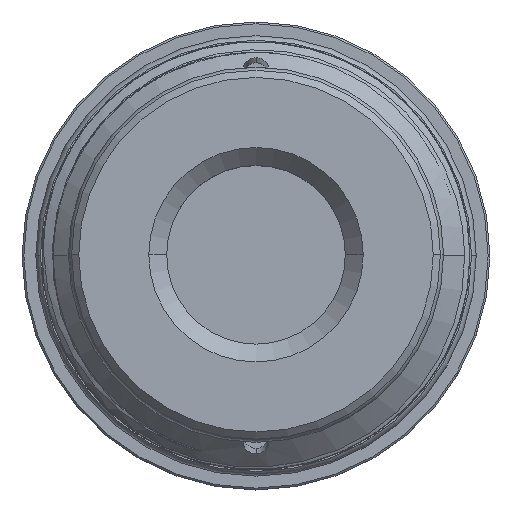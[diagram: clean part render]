
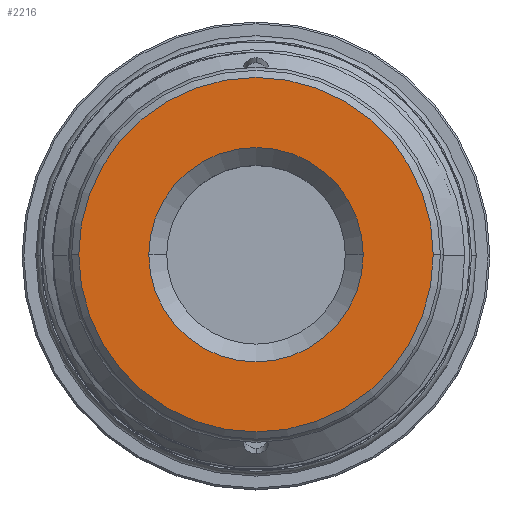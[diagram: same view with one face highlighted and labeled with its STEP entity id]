
A CAD part, top view. The second image highlights one B-rep face of the part: STEP entity #2216.
In plain terms, the highlighted planar face has unit normal (0, 0, 1).
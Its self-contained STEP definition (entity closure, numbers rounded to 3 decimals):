
#305 = CARTESIAN_POINT ( 'NONE',  ( 0., 0., 85.95 ) ) ;
#454 = DIRECTION ( 'NONE',  ( 1., 0., 0. ) ) ;
#830 = CARTESIAN_POINT ( 'NONE',  ( 19.84, 0., 85.95 ) ) ;
#1171 = EDGE_CURVE ( 'NONE', #3189, #2597, #15581, .T. ) ;
#1226 = EDGE_CURVE ( 'NONE', #2597, #3189, #15065, .T. ) ;
#1511 = ORIENTED_EDGE ( 'NONE', *, *, #1171, .T. ) ;
#2216 = ADVANCED_FACE ( 'NONE', ( #16739, #2492 ), #7883, .T. ) ;
#2492 = FACE_OUTER_BOUND ( 'NONE', #14269, .T. ) ;
#2597 = VERTEX_POINT ( 'NONE', #16661 ) ;
#2783 = DIRECTION ( 'NONE',  ( 0., 0., 1. ) ) ;
#3189 = VERTEX_POINT ( 'NONE', #11104 ) ;
#3782 = DIRECTION ( 'NONE',  ( 1., 0., 0. ) ) ;
#3864 = ORIENTED_EDGE ( 'NONE', *, *, #10423, .T. ) ;
#4312 = AXIS2_PLACEMENT_3D ( 'NONE', #16217, #21122, #11305 ) ;
#4960 = EDGE_CURVE ( 'NONE', #8974, #20452, #11532, .T. ) ;
#6052 = DIRECTION ( 'NONE',  ( 1., 0., 0. ) ) ;
#7190 = DIRECTION ( 'NONE',  ( 0., 0., -1. ) ) ;
#7783 = CARTESIAN_POINT ( 'NONE',  ( 0., 0., 85.95 ) ) ;
#7883 = PLANE ( 'NONE',  #4312 ) ;
#7941 = CARTESIAN_POINT ( 'NONE',  ( -19.84, 0., 85.95 ) ) ;
#8688 = DIRECTION ( 'NONE',  ( 0., 0., -1. ) ) ;
#8749 = CARTESIAN_POINT ( 'NONE',  ( 0., 0., 85.95 ) ) ;
#8974 = VERTEX_POINT ( 'NONE', #7941 ) ;
#9305 = ORIENTED_EDGE ( 'NONE', *, *, #4960, .T. ) ;
#10423 = EDGE_CURVE ( 'NONE', #20452, #8974, #16048, .T. ) ;
#11104 = CARTESIAN_POINT ( 'NONE',  ( 12., 0., 85.95 ) ) ;
#11119 = DIRECTION ( 'NONE',  ( 1., 0., 0. ) ) ;
#11305 = DIRECTION ( 'NONE',  ( 1., 0., 0. ) ) ;
#11532 = CIRCLE ( 'NONE', #13951, 19.84 ) ;
#12179 = ORIENTED_EDGE ( 'NONE', *, *, #1226, .T. ) ;
#13739 = AXIS2_PLACEMENT_3D ( 'NONE', #8749, #8688, #454 ) ;
#13951 = AXIS2_PLACEMENT_3D ( 'NONE', #19203, #20824, #6052 ) ;
#14269 = EDGE_LOOP ( 'NONE', ( #9305, #3864 ) ) ;
#15065 = CIRCLE ( 'NONE', #13739, 12. ) ;
#15581 = CIRCLE ( 'NONE', #19965, 12. ) ;
#16048 = CIRCLE ( 'NONE', #16227, 19.84 ) ;
#16217 = CARTESIAN_POINT ( 'NONE',  ( 20.64, 0., 85.95 ) ) ;
#16227 = AXIS2_PLACEMENT_3D ( 'NONE', #7783, #2783, #11119 ) ;
#16661 = CARTESIAN_POINT ( 'NONE',  ( -12., 0., 85.95 ) ) ;
#16739 = FACE_BOUND ( 'NONE', #17101, .T. ) ;
#17101 = EDGE_LOOP ( 'NONE', ( #1511, #12179 ) ) ;
#19203 = CARTESIAN_POINT ( 'NONE',  ( 0., 0., 85.95 ) ) ;
#19965 = AXIS2_PLACEMENT_3D ( 'NONE', #305, #7190, #3782 ) ;
#20452 = VERTEX_POINT ( 'NONE', #830 ) ;
#20824 = DIRECTION ( 'NONE',  ( 0., 0., 1. ) ) ;
#21122 = DIRECTION ( 'NONE',  ( 0., 0., 1. ) ) ;
